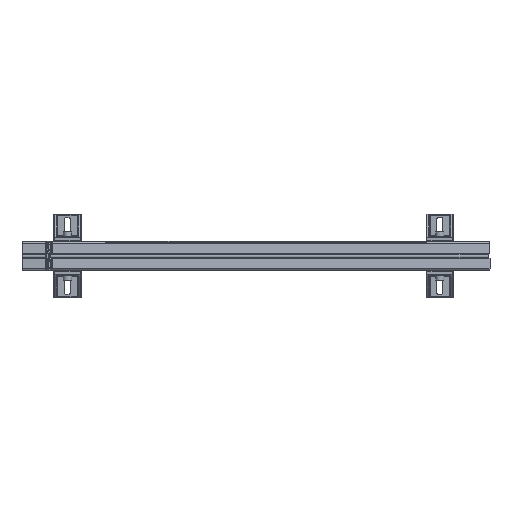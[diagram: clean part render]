
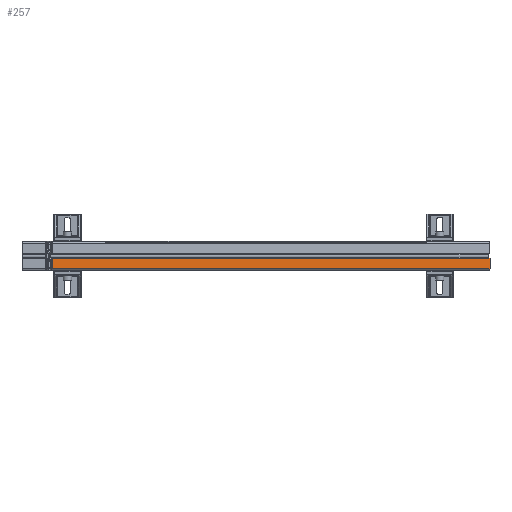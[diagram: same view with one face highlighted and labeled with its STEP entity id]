
A CAD part, top view. The second image highlights one B-rep face of the part: STEP entity #257.
In plain terms, the highlighted free-form (B-spline) face has degree [1, 1] with [2, 2] control points.
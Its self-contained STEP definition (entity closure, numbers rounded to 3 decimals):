
#207=CARTESIAN_POINT('',(-40.816,50.747,22.5));
#208=VERTEX_POINT('',#207);
#214=CARTESIAN_POINT('',(659.184,50.747,22.5));
#215=VERTEX_POINT('',#214);
#216=CARTESIAN_POINT('',(-40.816,50.747,22.5));
#217=CARTESIAN_POINT('',(659.184,50.747,22.5));
#218=B_SPLINE_CURVE_WITH_KNOTS('',1,(#216,#217),.POLYLINE_FORM.,.F.,.U.,(2,2),(0.,1.),.UNSPECIFIED.);
#219=EDGE_CURVE('',#208,#215,#218,.T.);
#230=CARTESIAN_POINT('',(659.184,202.619,22.5));
#231=CARTESIAN_POINT('',(659.184,-101.126,22.5));
#232=CARTESIAN_POINT('',(-92.688,202.619,22.5));
#233=CARTESIAN_POINT('',(-92.688,-101.126,22.5));
#234=B_SPLINE_SURFACE_WITH_KNOTS('',1,1,((#230,#231),(#232,#233)),.PLANE_SURF.,.F.,.F.,.U.,(2,2),(2,2),(0.,1.),(0.,1.),.UNSPECIFIED.);
#235=CARTESIAN_POINT('',(-40.816,34.898,22.5));
#236=VERTEX_POINT('',#235);
#237=CARTESIAN_POINT('',(-40.816,50.747,22.5));
#238=CARTESIAN_POINT('',(-40.816,34.898,22.5));
#239=B_SPLINE_CURVE_WITH_KNOTS('',1,(#237,#238),.POLYLINE_FORM.,.F.,.U.,(2,2),(0.,1.),.UNSPECIFIED.);
#240=EDGE_CURVE('',#208,#236,#239,.T.);
#241=ORIENTED_EDGE('',*,*,#240,.T.);
#242=CARTESIAN_POINT('',(659.184,34.898,22.5));
#243=VERTEX_POINT('',#242);
#244=CARTESIAN_POINT('',(-40.816,34.898,22.5));
#245=CARTESIAN_POINT('',(659.184,34.898,22.5));
#246=B_SPLINE_CURVE_WITH_KNOTS('',1,(#244,#245),.POLYLINE_FORM.,.F.,.U.,(2,2),(0.,1.),.UNSPECIFIED.);
#247=EDGE_CURVE('',#236,#243,#246,.T.);
#248=ORIENTED_EDGE('',*,*,#247,.T.);
#249=CARTESIAN_POINT('',(659.184,50.747,22.5));
#250=CARTESIAN_POINT('',(659.184,34.898,22.5));
#251=B_SPLINE_CURVE_WITH_KNOTS('',1,(#249,#250),.POLYLINE_FORM.,.F.,.U.,(2,2),(0.,1.),.UNSPECIFIED.);
#252=EDGE_CURVE('',#215,#243,#251,.T.);
#253=ORIENTED_EDGE('',*,*,#252,.F.);
#254=ORIENTED_EDGE('',*,*,#219,.F.);
#255=EDGE_LOOP('',(#241,#248,#253,#254));
#256=FACE_OUTER_BOUND('',#255,.T.);
#257=ADVANCED_FACE('',(#256),#234,.T.);
